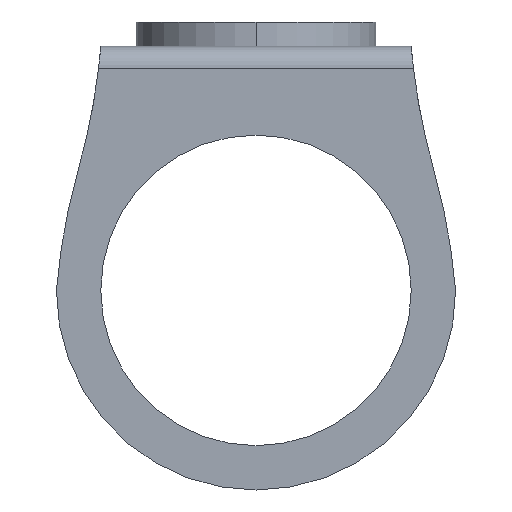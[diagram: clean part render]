
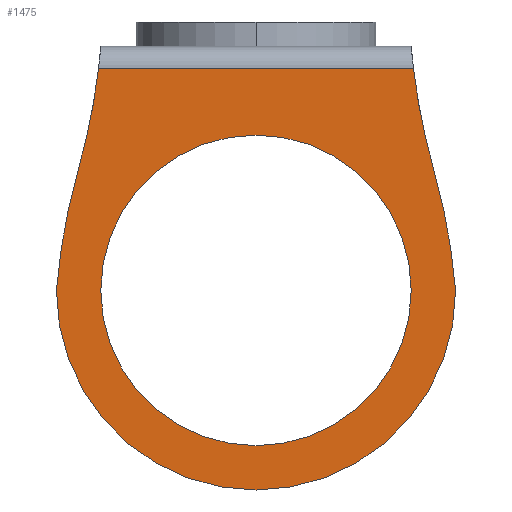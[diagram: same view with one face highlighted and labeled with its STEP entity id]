
A CAD part, left-side view. The second image highlights one B-rep face of the part: STEP entity #1475.
In plain terms, the highlighted planar face has unit normal (-1, 0, 0).
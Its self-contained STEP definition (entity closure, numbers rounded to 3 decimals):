
#6 = PLANE ( 'NONE',  #637 ) ;
#38 = CARTESIAN_POINT ( 'NONE',  ( -45., 45., -55. ) ) ;
#50 = AXIS2_PLACEMENT_3D ( 'NONE', #113, #1811, #1343 ) ;
#113 = CARTESIAN_POINT ( 'NONE',  ( -45., 0., -55. ) ) ;
#155 = DIRECTION ( 'NONE',  ( 1., 0., 0. ) ) ;
#184 = ORIENTED_EDGE ( 'NONE', *, *, #1422, .T. ) ;
#205 = VERTEX_POINT ( 'NONE', #942 ) ;
#215 = CARTESIAN_POINT ( 'NONE',  ( -45., -40., -27.5 ) ) ;
#234 = AXIS2_PLACEMENT_3D ( 'NONE', #1547, #1260, #1822 ) ;
#255 = VERTEX_POINT ( 'NONE', #38 ) ;
#265 = EDGE_CURVE ( 'NONE', #281, #205, #480, .T. ) ;
#274 = FACE_OUTER_BOUND ( 'NONE', #963, .T. ) ;
#277 = DIRECTION ( 'NONE',  ( 0., 1., 0. ) ) ;
#281 = VERTEX_POINT ( 'NONE', #462 ) ;
#291 = AXIS2_PLACEMENT_3D ( 'NONE', #1546, #1821, #601 ) ;
#370 = DIRECTION ( 'NONE',  ( 1., 0., 0. ) ) ;
#395 = DIRECTION ( 'NONE',  ( -1., 0., 0. ) ) ;
#423 = ORIENTED_EDGE ( 'NONE', *, *, #882, .T. ) ;
#462 = CARTESIAN_POINT ( 'NONE',  ( -45., 0., -90. ) ) ;
#480 = CIRCLE ( 'NONE', #291, 35. ) ;
#510 = AXIS2_PLACEMENT_3D ( 'NONE', #1370, #1201, #1843 ) ;
#534 = CARTESIAN_POINT ( 'NONE',  ( -45., -99.497, -67.068 ) ) ;
#569 = CARTESIAN_POINT ( 'NONE',  ( -45., 40., -27.5 ) ) ;
#573 = CIRCLE ( 'NONE', #50, 45. ) ;
#585 = LINE ( 'NONE', #1636, #1014 ) ;
#586 = ORIENTED_EDGE ( 'NONE', *, *, #1023, .F. ) ;
#601 = DIRECTION ( 'NONE',  ( 0., 0., -1. ) ) ;
#606 = CIRCLE ( 'NONE', #234, 35. ) ;
#637 = AXIS2_PLACEMENT_3D ( 'NONE', #716, #1333, #1064 ) ;
#664 = EDGE_CURVE ( 'NONE', #1397, #1721, #1532, .T. ) ;
#697 = CARTESIAN_POINT ( 'NONE',  ( -45., 35.505, -5. ) ) ;
#716 = CARTESIAN_POINT ( 'NONE',  ( -45., 45., 0. ) ) ;
#728 = AXIS2_PLACEMENT_3D ( 'NONE', #1897, #370, #1447 ) ;
#756 = ORIENTED_EDGE ( 'NONE', *, *, #966, .T. ) ;
#858 = CARTESIAN_POINT ( 'NONE',  ( -45., -35.505, -5. ) ) ;
#862 = EDGE_CURVE ( 'NONE', #255, #1700, #1942, .T. ) ;
#882 = EDGE_CURVE ( 'NONE', #1347, #255, #1876, .T. ) ;
#894 = CARTESIAN_POINT ( 'NONE',  ( -45., -45., -55. ) ) ;
#942 = CARTESIAN_POINT ( 'NONE',  ( -45., 0., -20. ) ) ;
#955 = ORIENTED_EDGE ( 'NONE', *, *, #265, .T. ) ;
#963 = EDGE_LOOP ( 'NONE', ( #423, #1449, #184, #586, #1369, #756, #1783 ) ) ;
#966 = EDGE_CURVE ( 'NONE', #1397, #1823, #585, .T. ) ;
#990 = EDGE_LOOP ( 'NONE', ( #955, #1672 ) ) ;
#994 = VERTEX_POINT ( 'NONE', #894 ) ;
#1014 = VECTOR ( 'NONE', #277, 1000. ) ;
#1023 = EDGE_CURVE ( 'NONE', #1721, #994, #1466, .T. ) ;
#1064 = DIRECTION ( 'NONE',  ( 0., 0., -1. ) ) ;
#1084 = AXIS2_PLACEMENT_3D ( 'NONE', #534, #395, #1166 ) ;
#1131 = CARTESIAN_POINT ( 'NONE',  ( -45., 0., -100. ) ) ;
#1144 = CIRCLE ( 'NONE', #728, 145. ) ;
#1166 = DIRECTION ( 'NONE',  ( 0., 0., 1. ) ) ;
#1201 = DIRECTION ( 'NONE',  ( -1., 0., 0. ) ) ;
#1232 = EDGE_CURVE ( 'NONE', #1823, #1347, #1144, .T. ) ;
#1256 = DIRECTION ( 'NONE',  ( -1., 0., 0. ) ) ;
#1260 = DIRECTION ( 'NONE',  ( 1., 0., 0. ) ) ;
#1298 = CARTESIAN_POINT ( 'NONE',  ( -45., 0., -55. ) ) ;
#1333 = DIRECTION ( 'NONE',  ( 1., 0., 0. ) ) ;
#1343 = DIRECTION ( 'NONE',  ( 0., 0., -1. ) ) ;
#1347 = VERTEX_POINT ( 'NONE', #569 ) ;
#1369 = ORIENTED_EDGE ( 'NONE', *, *, #664, .F. ) ;
#1370 = CARTESIAN_POINT ( 'NONE',  ( -45., -179.497, 12.068 ) ) ;
#1397 = VERTEX_POINT ( 'NONE', #858 ) ;
#1422 = EDGE_CURVE ( 'NONE', #1700, #994, #573, .T. ) ;
#1447 = DIRECTION ( 'NONE',  ( 0., 0., -1. ) ) ;
#1449 = ORIENTED_EDGE ( 'NONE', *, *, #862, .T. ) ;
#1466 = CIRCLE ( 'NONE', #1943, 145. ) ;
#1475 = ADVANCED_FACE ( 'NONE', ( #1634, #274 ), #6, .F. ) ;
#1509 = EDGE_CURVE ( 'NONE', #205, #281, #606, .T. ) ;
#1517 = CARTESIAN_POINT ( 'NONE',  ( -45., 99.497, -67.068 ) ) ;
#1532 = CIRCLE ( 'NONE', #510, 145. ) ;
#1546 = CARTESIAN_POINT ( 'NONE',  ( -45., 0., -55. ) ) ;
#1547 = CARTESIAN_POINT ( 'NONE',  ( -45., 0., -55. ) ) ;
#1607 = DIRECTION ( 'NONE',  ( 0., 0., -1. ) ) ;
#1624 = AXIS2_PLACEMENT_3D ( 'NONE', #1298, #1256, #1607 ) ;
#1634 = FACE_BOUND ( 'NONE', #990, .T. ) ;
#1636 = CARTESIAN_POINT ( 'NONE',  ( -45., 45., -5. ) ) ;
#1672 = ORIENTED_EDGE ( 'NONE', *, *, #1509, .T. ) ;
#1700 = VERTEX_POINT ( 'NONE', #1131 ) ;
#1721 = VERTEX_POINT ( 'NONE', #215 ) ;
#1783 = ORIENTED_EDGE ( 'NONE', *, *, #1232, .T. ) ;
#1811 = DIRECTION ( 'NONE',  ( -1., 0., 0. ) ) ;
#1821 = DIRECTION ( 'NONE',  ( 1., 0., 0. ) ) ;
#1822 = DIRECTION ( 'NONE',  ( 0., 0., -1. ) ) ;
#1823 = VERTEX_POINT ( 'NONE', #697 ) ;
#1824 = DIRECTION ( 'NONE',  ( 0., 0., 1. ) ) ;
#1843 = DIRECTION ( 'NONE',  ( 0., 0., -1. ) ) ;
#1876 = CIRCLE ( 'NONE', #1084, 145. ) ;
#1897 = CARTESIAN_POINT ( 'NONE',  ( -45., 179.497, 12.068 ) ) ;
#1942 = CIRCLE ( 'NONE', #1624, 45. ) ;
#1943 = AXIS2_PLACEMENT_3D ( 'NONE', #1517, #155, #1824 ) ;
